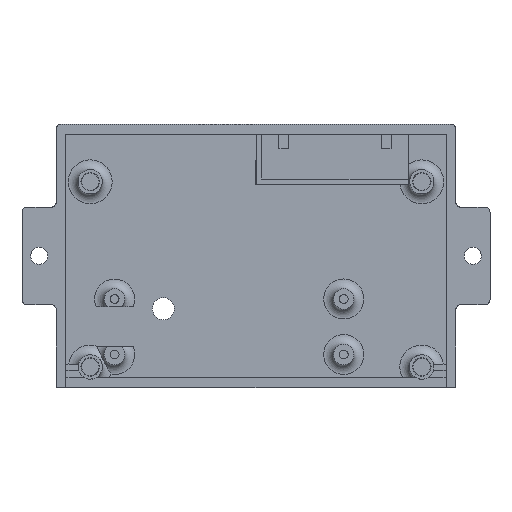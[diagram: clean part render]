
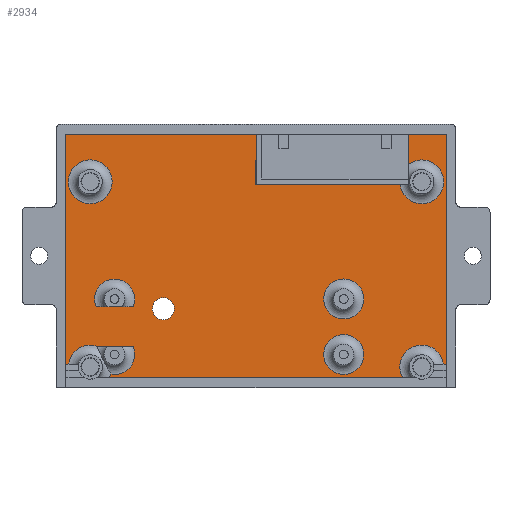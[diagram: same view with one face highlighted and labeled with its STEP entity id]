
A CAD part, top view. The second image highlights one B-rep face of the part: STEP entity #2934.
In plain terms, the highlighted planar face has unit normal (0, 0, 1).
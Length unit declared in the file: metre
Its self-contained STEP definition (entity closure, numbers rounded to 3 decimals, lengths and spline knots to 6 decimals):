
#60=CIRCLE('',#3115,0.0041);
#61=CIRCLE('',#3116,0.0041);
#62=CIRCLE('',#3117,0.0045);
#63=CIRCLE('',#3118,0.0045);
#64=CIRCLE('',#3119,0.0041);
#65=CIRCLE('',#3120,0.0045);
#66=CIRCLE('',#3121,0.0045);
#67=CIRCLE('',#3122,0.0045);
#68=CIRCLE('',#3123,0.00225);
#69=CIRCLE('',#3124,0.0041);
#188=ORIENTED_EDGE('',*,*,#1020,.T.);
#189=ORIENTED_EDGE('',*,*,#1021,.T.);
#190=ORIENTED_EDGE('',*,*,#1022,.T.);
#191=ORIENTED_EDGE('',*,*,#1023,.F.);
#192=ORIENTED_EDGE('',*,*,#1024,.T.);
#193=ORIENTED_EDGE('',*,*,#1025,.T.);
#194=ORIENTED_EDGE('',*,*,#1026,.T.);
#195=ORIENTED_EDGE('',*,*,#1027,.T.);
#196=ORIENTED_EDGE('',*,*,#1028,.T.);
#197=ORIENTED_EDGE('',*,*,#1029,.T.);
#198=ORIENTED_EDGE('',*,*,#1030,.T.);
#199=ORIENTED_EDGE('',*,*,#1031,.T.);
#200=ORIENTED_EDGE('',*,*,#1032,.T.);
#201=ORIENTED_EDGE('',*,*,#991,.T.);
#202=ORIENTED_EDGE('',*,*,#1033,.T.);
#203=ORIENTED_EDGE('',*,*,#1034,.F.);
#204=ORIENTED_EDGE('',*,*,#1035,.F.);
#205=ORIENTED_EDGE('',*,*,#1036,.T.);
#206=ORIENTED_EDGE('',*,*,#1037,.F.);
#207=ORIENTED_EDGE('',*,*,#1038,.T.);
#208=ORIENTED_EDGE('',*,*,#1039,.F.);
#209=ORIENTED_EDGE('',*,*,#1040,.F.);
#210=ORIENTED_EDGE('',*,*,#1041,.F.);
#211=ORIENTED_EDGE('',*,*,#1042,.F.);
#212=ORIENTED_EDGE('',*,*,#1043,.F.);
#213=ORIENTED_EDGE('',*,*,#1044,.T.);
#991=EDGE_CURVE('',#1411,#1410,#1694,.T.);
#1020=EDGE_CURVE('',#1434,#1434,#60,.F.);
#1021=EDGE_CURVE('',#1435,#1435,#61,.F.);
#1022=EDGE_CURVE('',#1436,#1436,#62,.F.);
#1023=EDGE_CURVE('',#1437,#1438,#1723,.T.);
#1024=EDGE_CURVE('',#1437,#1439,#63,.F.);
#1025=EDGE_CURVE('',#1439,#1440,#1724,.T.);
#1026=EDGE_CURVE('',#1440,#1441,#64,.F.);
#1027=EDGE_CURVE('',#1441,#1442,#65,.F.);
#1028=EDGE_CURVE('',#1442,#1443,#1725,.T.);
#1029=EDGE_CURVE('',#1443,#1444,#66,.F.);
#1030=EDGE_CURVE('',#1444,#1445,#1726,.T.);
#1031=EDGE_CURVE('',#1445,#1446,#1727,.T.);
#1032=EDGE_CURVE('',#1446,#1411,#1728,.T.);
#1033=EDGE_CURVE('',#1410,#1447,#67,.F.);
#1034=EDGE_CURVE('',#1448,#1447,#1729,.T.);
#1035=EDGE_CURVE('',#1449,#1448,#1730,.T.);
#1036=EDGE_CURVE('',#1449,#1450,#1731,.T.);
#1037=EDGE_CURVE('',#1451,#1450,#1732,.T.);
#1038=EDGE_CURVE('',#1451,#1452,#1733,.T.);
#1039=EDGE_CURVE('',#1453,#1452,#1734,.T.);
#1040=EDGE_CURVE('',#1454,#1453,#1735,.T.);
#1041=EDGE_CURVE('',#1438,#1454,#1736,.T.);
#1042=EDGE_CURVE('',#1455,#1455,#68,.T.);
#1043=EDGE_CURVE('',#1456,#1457,#1737,.T.);
#1044=EDGE_CURVE('',#1456,#1457,#69,.F.);
#1410=VERTEX_POINT('',#4194);
#1411=VERTEX_POINT('',#4196);
#1434=VERTEX_POINT('',#4253);
#1435=VERTEX_POINT('',#4255);
#1436=VERTEX_POINT('',#4257);
#1437=VERTEX_POINT('',#4259);
#1438=VERTEX_POINT('',#4260);
#1439=VERTEX_POINT('',#4262);
#1440=VERTEX_POINT('',#4264);
#1441=VERTEX_POINT('',#4266);
#1442=VERTEX_POINT('',#4268);
#1443=VERTEX_POINT('',#4270);
#1444=VERTEX_POINT('',#4272);
#1445=VERTEX_POINT('',#4274);
#1446=VERTEX_POINT('',#4276);
#1447=VERTEX_POINT('',#4279);
#1448=VERTEX_POINT('',#4281);
#1449=VERTEX_POINT('',#4283);
#1450=VERTEX_POINT('',#4285);
#1451=VERTEX_POINT('',#4287);
#1452=VERTEX_POINT('',#4289);
#1453=VERTEX_POINT('',#4291);
#1454=VERTEX_POINT('',#4293);
#1455=VERTEX_POINT('',#4296);
#1456=VERTEX_POINT('',#4298);
#1457=VERTEX_POINT('',#4299);
#1694=LINE('',#4195,#2022);
#1723=LINE('',#4258,#2051);
#1724=LINE('',#4263,#2052);
#1725=LINE('',#4269,#2053);
#1726=LINE('',#4273,#2054);
#1727=LINE('',#4275,#2055);
#1728=LINE('',#4277,#2056);
#1729=LINE('',#4280,#2057);
#1730=LINE('',#4282,#2058);
#1731=LINE('',#4284,#2059);
#1732=LINE('',#4286,#2060);
#1733=LINE('',#4288,#2061);
#1734=LINE('',#4290,#2062);
#1735=LINE('',#4292,#2063);
#1736=LINE('',#4294,#2064);
#1737=LINE('',#4297,#2065);
#2022=VECTOR('',#3365,1.);
#2051=VECTOR('',#3410,1.);
#2052=VECTOR('',#3413,1.);
#2053=VECTOR('',#3418,1.);
#2054=VECTOR('',#3421,1.);
#2055=VECTOR('',#3422,1.);
#2056=VECTOR('',#3423,1.);
#2057=VECTOR('',#3426,1.);
#2058=VECTOR('',#3427,1.);
#2059=VECTOR('',#3428,1.);
#2060=VECTOR('',#3429,1.);
#2061=VECTOR('',#3430,1.);
#2062=VECTOR('',#3431,1.);
#2063=VECTOR('',#3432,1.);
#2064=VECTOR('',#3433,1.);
#2065=VECTOR('',#3436,1.);
#2351=EDGE_LOOP('',(#188));
#2352=EDGE_LOOP('',(#189));
#2353=EDGE_LOOP('',(#190));
#2354=EDGE_LOOP('',(#191,#192,#193,#194,#195,#196,#197,#198,#199,#200,#201,
#202,#203,#204,#205,#206,#207,#208,#209,#210));
#2355=EDGE_LOOP('',(#211));
#2356=EDGE_LOOP('',(#212,#213));
#2581=FACE_BOUND('',#2351,.T.);
#2582=FACE_BOUND('',#2352,.T.);
#2583=FACE_BOUND('',#2353,.T.);
#2584=FACE_BOUND('',#2354,.T.);
#2585=FACE_BOUND('',#2355,.T.);
#2586=FACE_BOUND('',#2356,.T.);
#2811=PLANE('',#3114);
#2934=ADVANCED_FACE('',(#2581,#2582,#2583,#2584,#2585,#2586),#2811,.T.);
#3114=AXIS2_PLACEMENT_3D('',#4251,#3402,#3403);
#3115=AXIS2_PLACEMENT_3D('',#4252,#3404,#3405);
#3116=AXIS2_PLACEMENT_3D('',#4254,#3406,#3407);
#3117=AXIS2_PLACEMENT_3D('',#4256,#3408,#3409);
#3118=AXIS2_PLACEMENT_3D('',#4261,#3411,#3412);
#3119=AXIS2_PLACEMENT_3D('',#4265,#3414,#3415);
#3120=AXIS2_PLACEMENT_3D('',#4267,#3416,#3417);
#3121=AXIS2_PLACEMENT_3D('',#4271,#3419,#3420);
#3122=AXIS2_PLACEMENT_3D('',#4278,#3424,#3425);
#3123=AXIS2_PLACEMENT_3D('',#4295,#3434,#3435);
#3124=AXIS2_PLACEMENT_3D('',#4300,#3437,#3438);
#3365=DIRECTION('',(0.,-1.,0.));
#3402=DIRECTION('',(0.,0.,1.));
#3403=DIRECTION('',(1.,0.,0.));
#3404=DIRECTION('',(0.,0.,1.));
#3405=DIRECTION('',(1.,0.,0.));
#3406=DIRECTION('',(0.,0.,1.));
#3407=DIRECTION('',(1.,0.,0.));
#3408=DIRECTION('',(0.,0.,1.));
#3409=DIRECTION('',(1.,0.,0.));
#3410=DIRECTION('',(-1.,0.,0.));
#3411=DIRECTION('',(0.,0.,1.));
#3412=DIRECTION('',(1.,0.,0.));
#3413=DIRECTION('',(1.,0.,0.));
#3414=DIRECTION('',(0.,0.,1.));
#3415=DIRECTION('',(1.,0.,0.));
#3416=DIRECTION('',(0.,0.,1.));
#3417=DIRECTION('',(1.,0.,0.));
#3418=DIRECTION('',(1.,0.,0.));
#3419=DIRECTION('',(0.,0.,1.));
#3420=DIRECTION('',(1.,0.,0.));
#3421=DIRECTION('',(1.,0.,0.));
#3422=DIRECTION('',(0.,1.,0.));
#3423=DIRECTION('',(-1.,0.,0.));
#3424=DIRECTION('',(0.,0.,1.));
#3425=DIRECTION('',(1.,0.,0.));
#3426=DIRECTION('',(1.,0.,0.));
#3427=DIRECTION('',(0.,-1.,0.));
#3428=DIRECTION('',(-1.,0.,0.));
#3429=DIRECTION('',(0.,1.,0.));
#3430=DIRECTION('',(-1.,0.,0.));
#3431=DIRECTION('',(0.,1.,0.));
#3432=DIRECTION('',(-1.,0.,0.));
#3433=DIRECTION('',(0.,1.,0.));
#3434=DIRECTION('',(0.,0.,1.));
#3435=DIRECTION('',(1.,0.,0.));
#3436=DIRECTION('',(1.,0.,0.));
#3437=DIRECTION('',(0.,0.,1.));
#3438=DIRECTION('',(1.,0.,0.));
#4194=CARTESIAN_POINT('',(0.0312,0.018755,0.002));
#4195=CARTESIAN_POINT('',(0.0312,0.0204,0.002));
#4196=CARTESIAN_POINT('',(0.0312,0.025,0.002));
#4251=CARTESIAN_POINT('',(0.,0.,0.002));
#4252=CARTESIAN_POINT('',(0.018,-0.0202,0.002));
#4253=CARTESIAN_POINT('',(0.0221,-0.0202,0.002));
#4254=CARTESIAN_POINT('',(0.018,-0.0088,0.002));
#4255=CARTESIAN_POINT('',(0.0221,-0.0088,0.002));
#4256=CARTESIAN_POINT('',(-0.034,0.015232,0.002));
#4257=CARTESIAN_POINT('',(-0.0295,0.015232,0.002));
#4258=CARTESIAN_POINT('',(-0.037699,-0.022186,0.002));
#4259=CARTESIAN_POINT('',(-0.038462,-0.022186,0.002));
#4260=CARTESIAN_POINT('',(-0.039,-0.022186,0.002));
#4261=CARTESIAN_POINT('',(-0.034,-0.022768,0.002));
#4262=CARTESIAN_POINT('',(-0.032304,-0.0186,0.002));
#4263=CARTESIAN_POINT('',(-0.029,-0.0186,0.002));
#4264=CARTESIAN_POINT('',(-0.025225,-0.0186,0.002));
#4265=CARTESIAN_POINT('',(-0.029,-0.0202,0.002));
#4266=CARTESIAN_POINT('',(-0.029745,-0.024232,0.002));
#4267=CARTESIAN_POINT('',(-0.034,-0.022768,0.002));
#4268=CARTESIAN_POINT('',(-0.030093,-0.025,0.002));
#4269=CARTESIAN_POINT('',(0.,-0.025,0.002));
#4270=CARTESIAN_POINT('',(0.030093,-0.025,0.002));
#4271=CARTESIAN_POINT('',(0.034,-0.022768,0.002));
#4272=CARTESIAN_POINT('',(0.038462,-0.022186,0.002));
#4273=CARTESIAN_POINT('',(0.037699,-0.022186,0.002));
#4274=CARTESIAN_POINT('',(0.039,-0.022186,0.002));
#4275=CARTESIAN_POINT('',(0.039,0.,0.002));
#4276=CARTESIAN_POINT('',(0.039,0.025,0.002));
#4277=CARTESIAN_POINT('',(0.,0.025,0.002));
#4278=CARTESIAN_POINT('',(0.034,0.015232,0.002));
#4279=CARTESIAN_POINT('',(0.030173,0.0176,0.002));
#4280=CARTESIAN_POINT('',(-0.048002,0.0176,0.002));
#4281=CARTESIAN_POINT('',(0.003,0.0176,0.002));
#4282=CARTESIAN_POINT('',(0.003,0.025,0.002));
#4283=CARTESIAN_POINT('',(0.003,0.025,0.002));
#4284=CARTESIAN_POINT('',(0.,0.025,0.002));
#4285=CARTESIAN_POINT('',(-0.039,0.025,0.002));
#4286=CARTESIAN_POINT('',(-0.039,0.,0.002));
#4287=CARTESIAN_POINT('',(-0.039,-0.0085,0.002));
#4288=CARTESIAN_POINT('',(0.048002,-0.0085,0.002));
#4289=CARTESIAN_POINT('',(-0.041,-0.0085,0.002));
#4290=CARTESIAN_POINT('',(-0.041,-0.0145,0.002));
#4291=CARTESIAN_POINT('',(-0.041,-0.0205,0.002));
#4292=CARTESIAN_POINT('',(0.048002,-0.0205,0.002));
#4293=CARTESIAN_POINT('',(-0.039,-0.0205,0.002));
#4294=CARTESIAN_POINT('',(-0.039,0.,0.002));
#4295=CARTESIAN_POINT('',(-0.019,-0.0108,0.002));
#4296=CARTESIAN_POINT('',(-0.01675,-0.0108,0.002));
#4297=CARTESIAN_POINT('',(-0.029,-0.0104,0.002));
#4298=CARTESIAN_POINT('',(-0.032775,-0.0104,0.002));
#4299=CARTESIAN_POINT('',(-0.025225,-0.0104,0.002));
#4300=CARTESIAN_POINT('',(-0.029,-0.0088,0.002));
